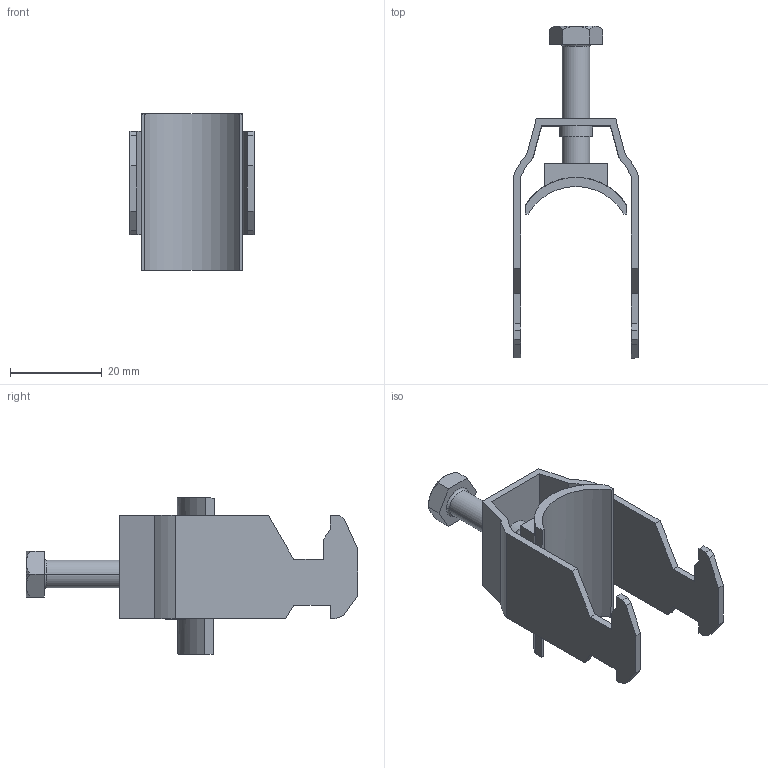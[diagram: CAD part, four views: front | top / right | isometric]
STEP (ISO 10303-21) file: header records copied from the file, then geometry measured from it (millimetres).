
FILE_DESCRIPTION (( 'STEP AP214' ), '1' );
FILE_NAME ('1186216.STEP', '2023-09-05T11:45:06', ( '' ), ( '' ), 'SwSTEP 2.0', 'SolidWorks 2022', '' );
FILE_SCHEMA (( 'AUTOMOTIVE_DESIGN' ));
Length unit declared in the file: millimetre
Products named in the file (5): 157093_1Fach; 1186216; EB101-00-04_Standard; 142951_M6 x 26; EB101-04-02_Einspritzpunkt Links
Assembly tree (4 placements, depth 2):
  1186216
    157093_1Fach
    142951_M6 x 26
    EB101-00-04_Standard
    EB101-04-02_Einspritzpunkt Links
Bounding box: 27 x 72.25 x 34.05 mm (x, y, z)
Volume: 6900.4 mm3; surface area: 9391 mm2
Topology: 4 solids, 4 shells, 267 faces, 694 edges, 456 vertices
Faces by surface type: plane 172, bspline 43, cylinder 36, cone 12, torus 4
Entity records: 10266 total; most frequent: CARTESIAN_POINT 3773, ORIENTED_EDGE 1380, DIRECTION 1152, EDGE_CURVE 690, LINE 458, VECTOR 458, VERTEX_POINT 456, AXIS2_PLACEMENT_3D 347
